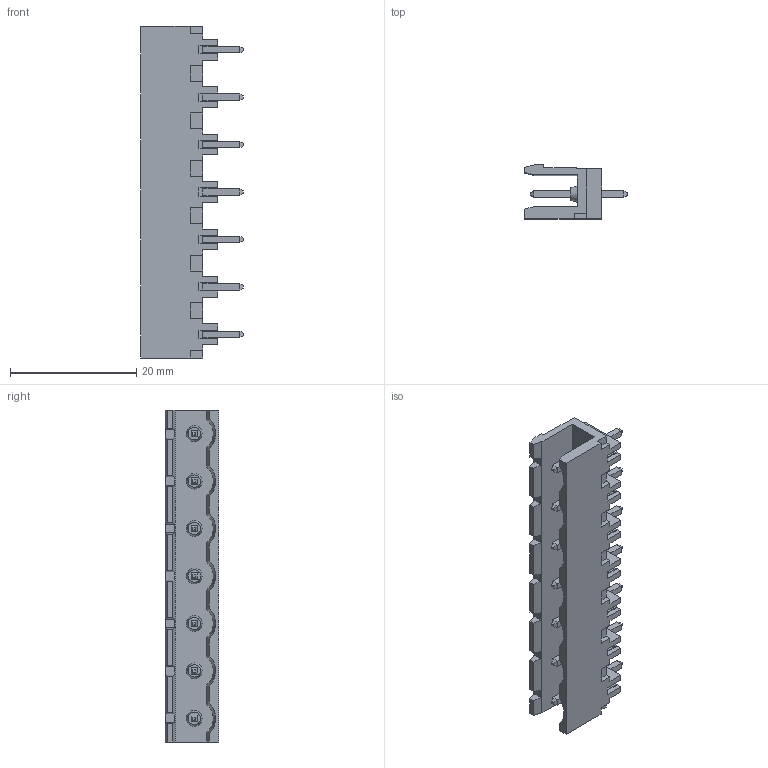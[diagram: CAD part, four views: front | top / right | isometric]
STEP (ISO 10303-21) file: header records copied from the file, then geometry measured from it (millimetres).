
FILE_DESCRIPTION(('STEP AP214'),'1');
FILE_NAME('PV07-7,5-V.stp','2021-01-27T10:21:06',(' '),(' '),'Spatial InterOp 3D',' ',' ');
FILE_SCHEMA(('AUTOMOTIVE_DESIGN { 1 0 10303 214 1 1 1 1 }'));
Length unit declared in the file: metre
Products named in the file (1): 1611742776
Bounding box: 16.2 x 8.5 x 52.5 mm (x, y, z)
Volume: 2134.5 mm3; surface area: 3903.3 mm2
Topology: 1 solids, 1 shells, 453 faces, 1187 edges, 761 vertices
Faces by surface type: plane 425, cone 14, cylinder 13, extrusion 1
Entity records: 17156 total; most frequent: CARTESIAN_POINT 2441, ORIENTED_EDGE 2346, DIRECTION 2111, EDGE_CURVE 1173, VECTOR 1111, LINE 1110, VERTEX_POINT 754, AXIS2_PLACEMENT_3D 500
